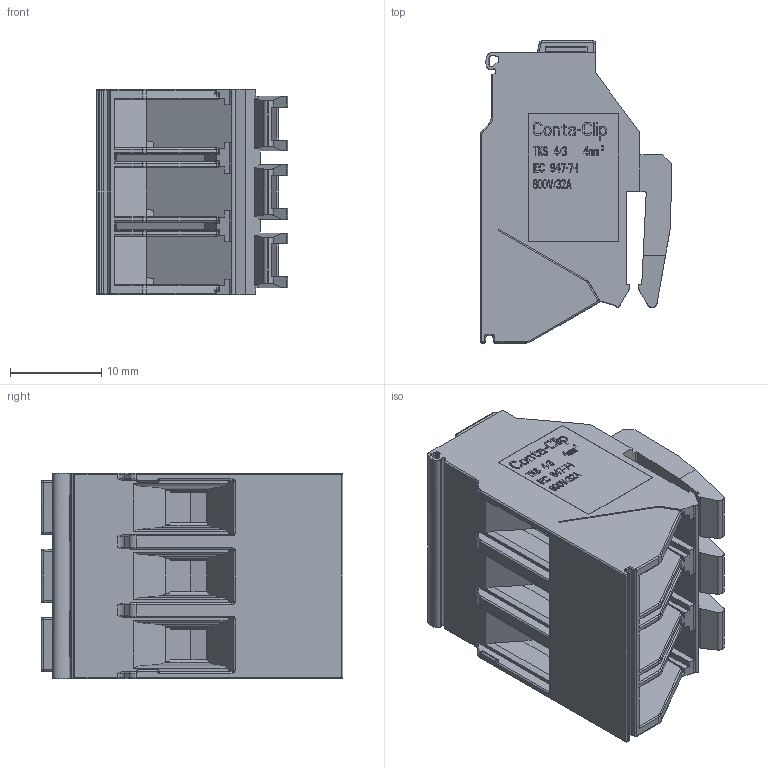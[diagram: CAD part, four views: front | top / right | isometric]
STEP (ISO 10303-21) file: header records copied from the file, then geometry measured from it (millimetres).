
FILE_DESCRIPTION(('FreeCAD Model'),'2;1');
FILE_NAME('1224_TKS_4_3.stp','2018-08-31T10:12:30',('Author'),(''), 'Open CASCADE STEP processor 7.2','FreeCAD','Unknown');
FILE_SCHEMA(('AUTOMOTIVE_DESIGN { 1 0 10303 214 1 1 1 1 }'));
Products named in the file (1): 1224_TKS_4_3
Bounding box: 20.98 x 33.11 x 22.5 mm (x, y, z)
Volume: 6865.3 mm3; surface area: 8047.2 mm2
Topology: 1 solids, 1 shells, 1902 faces, 5360 edges, 3478 vertices
Faces by surface type: plane 1531, cylinder 243, bspline 66, torus 52, extrusion 6, sphere 4
Entity records: 137490 total; most frequent: CARTESIAN_POINT 31482, DIRECTION 19175, VECTOR 14424, LINE 14418, ORIENTED_EDGE 10712, PCURVE 10712, DEFINITIONAL_REPRESENTATION 10712, EDGE_CURVE 5356
